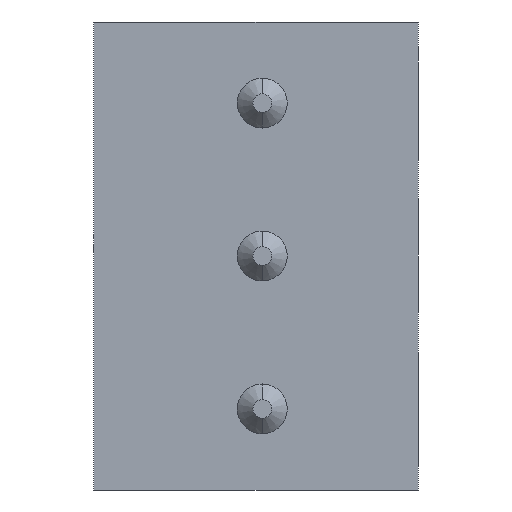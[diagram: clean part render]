
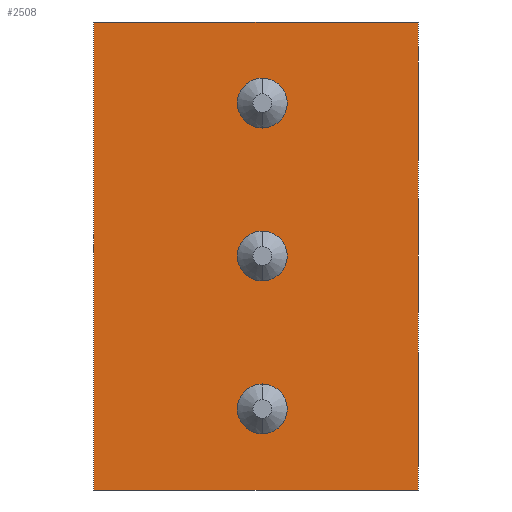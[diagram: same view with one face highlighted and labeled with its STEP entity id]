
A CAD part, front view. The second image highlights one B-rep face of the part: STEP entity #2508.
In plain terms, the highlighted planar face has unit normal (0, -1, 0).
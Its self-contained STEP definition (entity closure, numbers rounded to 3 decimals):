
#17 = EDGE_CURVE ( 'NONE', #5721, #2943, #960, .T. ) ;
#142 = EDGE_LOOP ( 'NONE', ( #5553, #4448 ) ) ;
#237 = EDGE_CURVE ( 'NONE', #7534, #3058, #6041, .T. ) ;
#299 = DIRECTION ( 'NONE',  ( 0., -1., 0. ) ) ;
#325 = DIRECTION ( 'NONE',  ( 0., 0., 1. ) ) ;
#420 = EDGE_CURVE ( 'NONE', #3058, #7534, #4626, .T. ) ;
#440 = PLANE ( 'NONE',  #6344 ) ;
#453 = VECTOR ( 'NONE', #6354, 1000. ) ;
#586 = CARTESIAN_POINT ( 'NONE',  ( -10.4, -8.689, 15. ) ) ;
#606 = DIRECTION ( 'NONE',  ( 0., -1., 0. ) ) ;
#699 = CARTESIAN_POINT ( 'NONE',  ( -10.4, -8.689, 15. ) ) ;
#725 = FACE_OUTER_BOUND ( 'NONE', #7213, .T. ) ;
#819 = CIRCLE ( 'NONE', #3566, 0.8 ) ;
#823 = FACE_BOUND ( 'NONE', #142, .T. ) ;
#889 = VERTEX_POINT ( 'NONE', #8227 ) ;
#960 = CIRCLE ( 'NONE', #3187, 0.8 ) ;
#1012 = CARTESIAN_POINT ( 'NONE',  ( -10.4, -8.689, 15. ) ) ;
#1097 = DIRECTION ( 'NONE',  ( 0., 0., -1. ) ) ;
#1329 = DIRECTION ( 'NONE',  ( 0., 0., 1. ) ) ;
#1788 = VERTEX_POINT ( 'NONE', #2435 ) ;
#1849 = DIRECTION ( 'NONE',  ( 0., -1., 0. ) ) ;
#1865 = CARTESIAN_POINT ( 'NONE',  ( -5., -8.689, 3.4 ) ) ;
#1881 = LINE ( 'NONE', #699, #3451 ) ;
#1927 = ORIENTED_EDGE ( 'NONE', *, *, #8032, .F. ) ;
#2102 = DIRECTION ( 'NONE',  ( 0., 0., 1. ) ) ;
#2149 = CARTESIAN_POINT ( 'NONE',  ( -5., -8.689, 2.6 ) ) ;
#2435 = CARTESIAN_POINT ( 'NONE',  ( -5., -8.689, 11.6 ) ) ;
#2508 = ADVANCED_FACE ( 'NONE', ( #823, #5284, #4566, #725 ), #440, .F. ) ;
#2582 = ORIENTED_EDGE ( 'NONE', *, *, #6724, .F. ) ;
#2603 = CARTESIAN_POINT ( 'NONE',  ( -10.4, -8.689, 0. ) ) ;
#2707 = CIRCLE ( 'NONE', #6492, 0.8 ) ;
#2750 = EDGE_CURVE ( 'NONE', #4408, #5895, #4264, .T. ) ;
#2785 = VECTOR ( 'NONE', #6359, 1000. ) ;
#2909 = ORIENTED_EDGE ( 'NONE', *, *, #2750, .T. ) ;
#2943 = VERTEX_POINT ( 'NONE', #3405 ) ;
#2969 = CARTESIAN_POINT ( 'NONE',  ( 0., -8.689, 0. ) ) ;
#3025 = CARTESIAN_POINT ( 'NONE',  ( -10.4, -8.689, 15. ) ) ;
#3051 = CARTESIAN_POINT ( 'NONE',  ( -5., -8.689, 12.4 ) ) ;
#3058 = VERTEX_POINT ( 'NONE', #5443 ) ;
#3102 = DIRECTION ( 'NONE',  ( 0., 0., 1. ) ) ;
#3104 = CARTESIAN_POINT ( 'NONE',  ( -5., -8.689, 7.5 ) ) ;
#3108 = ORIENTED_EDGE ( 'NONE', *, *, #3777, .F. ) ;
#3156 = CARTESIAN_POINT ( 'NONE',  ( -5., -8.689, 7.5 ) ) ;
#3165 = EDGE_LOOP ( 'NONE', ( #6338, #8045 ) ) ;
#3182 = CARTESIAN_POINT ( 'NONE',  ( 0., -8.689, 15. ) ) ;
#3187 = AXIS2_PLACEMENT_3D ( 'NONE', #3156, #3211, #1329 ) ;
#3211 = DIRECTION ( 'NONE',  ( 0., -1., 0. ) ) ;
#3329 = AXIS2_PLACEMENT_3D ( 'NONE', #3748, #606, #3102 ) ;
#3405 = CARTESIAN_POINT ( 'NONE',  ( -5., -8.689, 6.7 ) ) ;
#3451 = VECTOR ( 'NONE', #4452, 1000. ) ;
#3566 = AXIS2_PLACEMENT_3D ( 'NONE', #3051, #1849, #6288 ) ;
#3607 = DIRECTION ( 'NONE',  ( 0., 1., 0. ) ) ;
#3636 = DIRECTION ( 'NONE',  ( 0., 0., 1. ) ) ;
#3748 = CARTESIAN_POINT ( 'NONE',  ( -5., -8.689, 2.6 ) ) ;
#3777 = EDGE_CURVE ( 'NONE', #6374, #5895, #5842, .T. ) ;
#3833 = ORIENTED_EDGE ( 'NONE', *, *, #17, .F. ) ;
#4074 = CARTESIAN_POINT ( 'NONE',  ( -5., -8.689, 12.4 ) ) ;
#4101 = CARTESIAN_POINT ( 'NONE',  ( -10.4, -8.689, 0. ) ) ;
#4131 = VECTOR ( 'NONE', #1097, 1000. ) ;
#4264 = LINE ( 'NONE', #2603, #2785 ) ;
#4288 = DIRECTION ( 'NONE',  ( 0., 0., 1. ) ) ;
#4312 = EDGE_CURVE ( 'NONE', #889, #1788, #7543, .T. ) ;
#4408 = VERTEX_POINT ( 'NONE', #4101 ) ;
#4448 = ORIENTED_EDGE ( 'NONE', *, *, #420, .F. ) ;
#4452 = DIRECTION ( 'NONE',  ( 0., 0., -1. ) ) ;
#4532 = EDGE_LOOP ( 'NONE', ( #3833, #2582 ) ) ;
#4566 = FACE_BOUND ( 'NONE', #3165, .T. ) ;
#4626 = CIRCLE ( 'NONE', #3329, 0.8 ) ;
#4890 = CARTESIAN_POINT ( 'NONE',  ( 0., -8.689, 15. ) ) ;
#5274 = ORIENTED_EDGE ( 'NONE', *, *, #6913, .T. ) ;
#5284 = FACE_BOUND ( 'NONE', #4532, .T. ) ;
#5443 = CARTESIAN_POINT ( 'NONE',  ( -5., -8.689, 1.8 ) ) ;
#5553 = ORIENTED_EDGE ( 'NONE', *, *, #237, .F. ) ;
#5721 = VERTEX_POINT ( 'NONE', #6192 ) ;
#5842 = LINE ( 'NONE', #4890, #4131 ) ;
#5895 = VERTEX_POINT ( 'NONE', #2969 ) ;
#6023 = DIRECTION ( 'NONE',  ( 0., -1., 0. ) ) ;
#6041 = CIRCLE ( 'NONE', #6473, 0.8 ) ;
#6192 = CARTESIAN_POINT ( 'NONE',  ( -5., -8.689, 8.3 ) ) ;
#6288 = DIRECTION ( 'NONE',  ( 0., 0., 1. ) ) ;
#6338 = ORIENTED_EDGE ( 'NONE', *, *, #4312, .F. ) ;
#6344 = AXIS2_PLACEMENT_3D ( 'NONE', #3025, #3607, #3636 ) ;
#6354 = DIRECTION ( 'NONE',  ( 1., 0., 0. ) ) ;
#6359 = DIRECTION ( 'NONE',  ( 1., 0., 0. ) ) ;
#6374 = VERTEX_POINT ( 'NONE', #3182 ) ;
#6473 = AXIS2_PLACEMENT_3D ( 'NONE', #2149, #6023, #2102 ) ;
#6492 = AXIS2_PLACEMENT_3D ( 'NONE', #3104, #7578, #4288 ) ;
#6724 = EDGE_CURVE ( 'NONE', #2943, #5721, #2707, .T. ) ;
#6824 = EDGE_CURVE ( 'NONE', #1788, #889, #819, .T. ) ;
#6913 = EDGE_CURVE ( 'NONE', #7849, #4408, #1881, .T. ) ;
#7213 = EDGE_LOOP ( 'NONE', ( #2909, #3108, #1927, #5274 ) ) ;
#7534 = VERTEX_POINT ( 'NONE', #1865 ) ;
#7536 = LINE ( 'NONE', #586, #453 ) ;
#7543 = CIRCLE ( 'NONE', #7898, 0.8 ) ;
#7578 = DIRECTION ( 'NONE',  ( 0., -1., 0. ) ) ;
#7849 = VERTEX_POINT ( 'NONE', #1012 ) ;
#7898 = AXIS2_PLACEMENT_3D ( 'NONE', #4074, #299, #325 ) ;
#8032 = EDGE_CURVE ( 'NONE', #7849, #6374, #7536, .T. ) ;
#8045 = ORIENTED_EDGE ( 'NONE', *, *, #6824, .F. ) ;
#8227 = CARTESIAN_POINT ( 'NONE',  ( -5., -8.689, 13.2 ) ) ;
